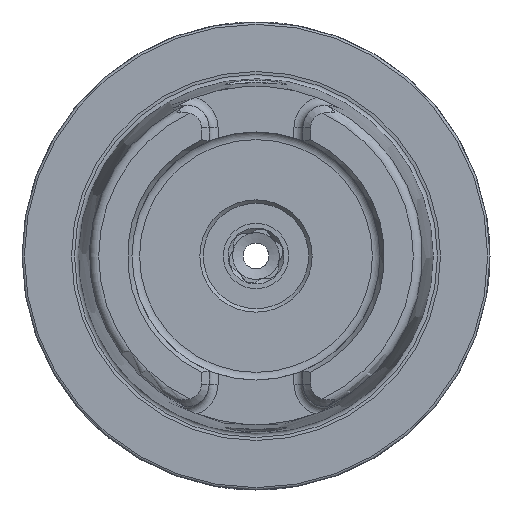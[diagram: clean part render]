
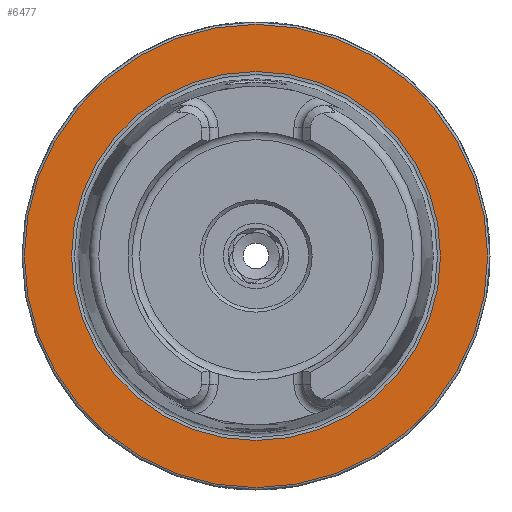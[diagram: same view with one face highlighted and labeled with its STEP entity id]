
A CAD part, left-side view. The second image highlights one B-rep face of the part: STEP entity #6477.
In plain terms, the highlighted planar face has unit normal (-1, 0, 0).
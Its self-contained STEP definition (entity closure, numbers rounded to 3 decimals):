
#208 = DIRECTION ( 'NONE',  ( -1., 0., 0. ) ) ;
#355 = AXIS2_PLACEMENT_3D ( 'NONE', #5399, #7169, #2169 ) ;
#392 = PLANE ( 'NONE',  #701 ) ;
#701 = AXIS2_PLACEMENT_3D ( 'NONE', #6682, #6138, #4835 ) ;
#1977 = VERTEX_POINT ( 'NONE', #4326 ) ;
#2169 = DIRECTION ( 'NONE',  ( 0., -1., 0. ) ) ;
#2209 = DIRECTION ( 'NONE',  ( 0., -1., 0. ) ) ;
#2230 = EDGE_LOOP ( 'NONE', ( #7924 ) ) ;
#2588 = EDGE_CURVE ( 'NONE', #1977, #1977, #6878, .T. ) ;
#3170 = VERTEX_POINT ( 'NONE', #3726 ) ;
#3274 = EDGE_CURVE ( 'NONE', #3170, #3170, #5959, .T. ) ;
#3726 = CARTESIAN_POINT ( 'NONE',  ( 0., -49.5, 0. ) ) ;
#4257 = AXIS2_PLACEMENT_3D ( 'NONE', #5231, #208, #2209 ) ;
#4326 = CARTESIAN_POINT ( 'NONE',  ( 0., -39.414, 0. ) ) ;
#4536 = EDGE_LOOP ( 'NONE', ( #7774 ) ) ;
#4835 = DIRECTION ( 'NONE',  ( 0., 1., 0. ) ) ;
#5231 = CARTESIAN_POINT ( 'NONE',  ( 0., 0., 0. ) ) ;
#5399 = CARTESIAN_POINT ( 'NONE',  ( 0., 0., 0. ) ) ;
#5906 = FACE_OUTER_BOUND ( 'NONE', #2230, .T. ) ;
#5959 = CIRCLE ( 'NONE', #4257, 49.5 ) ;
#6138 = DIRECTION ( 'NONE',  ( 1., 0., 0. ) ) ;
#6477 = ADVANCED_FACE ( 'NONE', ( #6505, #5906 ), #392, .F. ) ;
#6505 = FACE_BOUND ( 'NONE', #4536, .T. ) ;
#6682 = CARTESIAN_POINT ( 'NONE',  ( 0., 49.5, 0. ) ) ;
#6878 = CIRCLE ( 'NONE', #355, 39.414 ) ;
#7169 = DIRECTION ( 'NONE',  ( -1., 0., 0. ) ) ;
#7774 = ORIENTED_EDGE ( 'NONE', *, *, #2588, .F. ) ;
#7924 = ORIENTED_EDGE ( 'NONE', *, *, #3274, .T. ) ;
